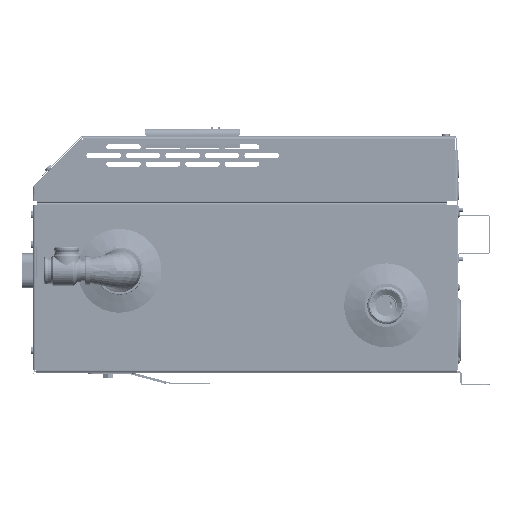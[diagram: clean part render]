
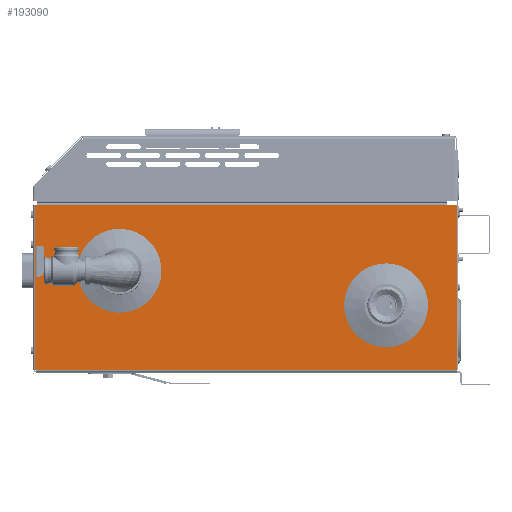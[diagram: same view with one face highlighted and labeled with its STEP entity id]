
A CAD part, left-side view. The second image highlights one B-rep face of the part: STEP entity #193090.
In plain terms, the highlighted planar face has unit normal (-1, 0, 0).
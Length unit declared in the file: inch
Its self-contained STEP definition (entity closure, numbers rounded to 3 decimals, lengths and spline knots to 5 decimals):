
#4216 = LINE ( 'NONE', #232929, #48503 ) ;
#4840 = CARTESIAN_POINT ( 'NONE',  ( -11.65625, 20.01192, 5.72934 ) ) ;
#5020 = EDGE_CURVE ( 'NONE', #186712, #42728, #235008, .T. ) ;
#8745 = DIRECTION ( 'NONE',  ( 1., 0., 0. ) ) ;
#10084 = VERTEX_POINT ( 'NONE', #92596 ) ;
#24652 = FACE_OUTER_BOUND ( 'NONE', #116281, .T. ) ;
#25321 = DIRECTION ( 'NONE',  ( 0., 0., 1. ) ) ;
#25991 = VERTEX_POINT ( 'NONE', #164865 ) ;
#28938 = VERTEX_POINT ( 'NONE', #195136 ) ;
#29961 = ORIENTED_EDGE ( 'NONE', *, *, #206675, .T. ) ;
#38939 = LINE ( 'NONE', #149652, #172925 ) ;
#40920 = ORIENTED_EDGE ( 'NONE', *, *, #236236, .T. ) ;
#42728 = VERTEX_POINT ( 'NONE', #154848 ) ;
#42913 = VECTOR ( 'NONE', #25321, 39.37008 ) ;
#45427 = PLANE ( 'NONE',  #215087 ) ;
#47924 = ORIENTED_EDGE ( 'NONE', *, *, #208715, .T. ) ;
#48503 = VECTOR ( 'NONE', #139324, 39.37008 ) ;
#50289 = ORIENTED_EDGE ( 'NONE', *, *, #197528, .F. ) ;
#53330 = DIRECTION ( 'NONE',  ( 0., 1., 0. ) ) ;
#54557 = CARTESIAN_POINT ( 'NONE',  ( -11.65625, 5.26192, 3.97934 ) ) ;
#58331 = AXIS2_PLACEMENT_3D ( 'NONE', #54557, #220678, #53330 ) ;
#72167 = DIRECTION ( 'NONE',  ( 0., -1., 0. ) ) ;
#79340 = LINE ( 'NONE', #101442, #42913 ) ;
#81355 = AXIS2_PLACEMENT_3D ( 'NONE', #83625, #8745, #180865 ) ;
#83625 = CARTESIAN_POINT ( 'NONE',  ( -11.65625, 18.76192, 5.72934 ) ) ;
#86265 = VECTOR ( 'NONE', #154475, 39.37008 ) ;
#86433 = CARTESIAN_POINT ( 'NONE',  ( -11.65625, 1.68005, 0.69859 ) ) ;
#89184 = VERTEX_POINT ( 'NONE', #215905 ) ;
#92596 = CARTESIAN_POINT ( 'NONE',  ( -11.65625, 22.93005, 9.07359 ) ) ;
#93653 = CIRCLE ( 'NONE', #58331, 1.25 ) ;
#100819 = CARTESIAN_POINT ( 'NONE',  ( -11.65625, 1.68005, 0.69859 ) ) ;
#101442 = CARTESIAN_POINT ( 'NONE',  ( -11.65625, 23.03655, 9.07359 ) ) ;
#114653 = VECTOR ( 'NONE', #119344, 39.37008 ) ;
#116281 = EDGE_LOOP ( 'NONE', ( #50289, #182284, #212101, #193187, #47924, #187867 ) ) ;
#119344 = DIRECTION ( 'NONE',  ( 0., 1., 0. ) ) ;
#120447 = CARTESIAN_POINT ( 'NONE',  ( -11.65625, 23.11755, 4.88609 ) ) ;
#123819 = EDGE_LOOP ( 'NONE', ( #40920 ) ) ;
#139324 = DIRECTION ( 'NONE',  ( 0., 0., -1. ) ) ;
#146656 = DIRECTION ( 'NONE',  ( 0., -1., 0. ) ) ;
#149652 = CARTESIAN_POINT ( 'NONE',  ( -11.65625, 23.08755, 9.07359 ) ) ;
#154475 = DIRECTION ( 'NONE',  ( 0., 1., 0. ) ) ;
#154848 = CARTESIAN_POINT ( 'NONE',  ( -11.65625, 23.03655, 0.69859 ) ) ;
#156077 = CIRCLE ( 'NONE', #81355, 1.25 ) ;
#157388 = DIRECTION ( 'NONE',  ( 1., 0., 0. ) ) ;
#161157 = CARTESIAN_POINT ( 'NONE',  ( -11.65625, 2.16155, 9.07359 ) ) ;
#164865 = CARTESIAN_POINT ( 'NONE',  ( -11.65625, 23.03655, 9.07359 ) ) ;
#168794 = LINE ( 'NONE', #188470, #203948 ) ;
#171918 = EDGE_LOOP ( 'NONE', ( #29961 ) ) ;
#172925 = VECTOR ( 'NONE', #72167, 39.37008 ) ;
#176644 = LINE ( 'NONE', #191430, #86265 ) ;
#180865 = DIRECTION ( 'NONE',  ( 0., 1., 0. ) ) ;
#182284 = ORIENTED_EDGE ( 'NONE', *, *, #5020, .F. ) ;
#186712 = VERTEX_POINT ( 'NONE', #86433 ) ;
#187867 = ORIENTED_EDGE ( 'NONE', *, *, #242998, .F. ) ;
#188470 = CARTESIAN_POINT ( 'NONE',  ( -11.65625, 23.08755, 9.07359 ) ) ;
#191430 = CARTESIAN_POINT ( 'NONE',  ( -11.65625, 2.16155, 9.07359 ) ) ;
#191982 = FACE_BOUND ( 'NONE', #123819, .T. ) ;
#192993 = VERTEX_POINT ( 'NONE', #4840 ) ;
#193090 = ADVANCED_FACE ( 'NONE', ( #233756, #191982, #24652 ), #45427, .F. ) ;
#193187 = ORIENTED_EDGE ( 'NONE', *, *, #223107, .F. ) ;
#195136 = CARTESIAN_POINT ( 'NONE',  ( -11.65625, 6.51192, 3.97934 ) ) ;
#197528 = EDGE_CURVE ( 'NONE', #42728, #25991, #79340, .T. ) ;
#203948 = VECTOR ( 'NONE', #146656, 39.37008 ) ;
#206675 = EDGE_CURVE ( 'NONE', #192993, #192993, #156077, .T. ) ;
#208715 = EDGE_CURVE ( 'NONE', #229275, #10084, #176644, .T. ) ;
#212101 = ORIENTED_EDGE ( 'NONE', *, *, #213530, .F. ) ;
#213530 = EDGE_CURVE ( 'NONE', #89184, #186712, #4216, .T. ) ;
#215087 = AXIS2_PLACEMENT_3D ( 'NONE', #120447, #157388, #236091 ) ;
#215905 = CARTESIAN_POINT ( 'NONE',  ( -11.65625, 1.68005, 9.07359 ) ) ;
#220678 = DIRECTION ( 'NONE',  ( 1., 0., 0. ) ) ;
#223107 = EDGE_CURVE ( 'NONE', #229275, #89184, #38939, .T. ) ;
#229275 = VERTEX_POINT ( 'NONE', #161157 ) ;
#232929 = CARTESIAN_POINT ( 'NONE',  ( -11.65625, 1.68005, 9.07359 ) ) ;
#233756 = FACE_BOUND ( 'NONE', #171918, .T. ) ;
#235008 = LINE ( 'NONE', #100819, #114653 ) ;
#236091 = DIRECTION ( 'NONE',  ( 0., 1., 0. ) ) ;
#236236 = EDGE_CURVE ( 'NONE', #28938, #28938, #93653, .T. ) ;
#242998 = EDGE_CURVE ( 'NONE', #25991, #10084, #168794, .T. ) ;
